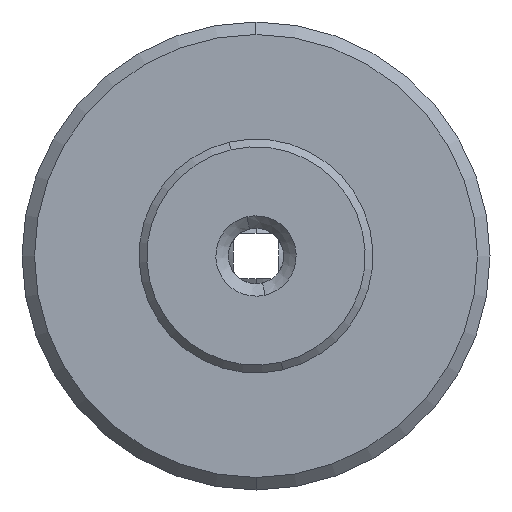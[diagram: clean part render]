
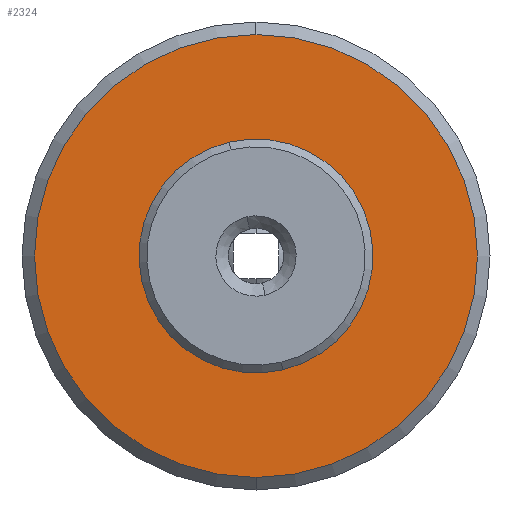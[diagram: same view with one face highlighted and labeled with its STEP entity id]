
A CAD part, left-side view. The second image highlights one B-rep face of the part: STEP entity #2324.
In plain terms, the highlighted planar face has unit normal (-1, 0, 0).
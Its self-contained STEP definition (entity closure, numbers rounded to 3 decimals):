
#68 = DIRECTION ( 'NONE',  ( 0., 0., -1. ) ) ;
#133 = AXIS2_PLACEMENT_3D ( 'NONE', #1893, #1700, #1692 ) ;
#151 = DIRECTION ( 'NONE',  ( 1., 0., 0. ) ) ;
#192 = CARTESIAN_POINT ( 'NONE',  ( 0., 0., 0. ) ) ;
#250 = ORIENTED_EDGE ( 'NONE', *, *, #2058, .T. ) ;
#258 = AXIS2_PLACEMENT_3D ( 'NONE', #357, #325, #339 ) ;
#272 = ORIENTED_EDGE ( 'NONE', *, *, #1592, .F. ) ;
#325 = DIRECTION ( 'NONE',  ( 1., 0., 0. ) ) ;
#339 = DIRECTION ( 'NONE',  ( 0., 0., -1. ) ) ;
#357 = CARTESIAN_POINT ( 'NONE',  ( 0., 0., 0. ) ) ;
#360 = DIRECTION ( 'NONE',  ( 0., 0., -1. ) ) ;
#376 = CARTESIAN_POINT ( 'NONE',  ( 0., 0., 0. ) ) ;
#377 = DIRECTION ( 'NONE',  ( 1., 0., 0. ) ) ;
#382 = DIRECTION ( 'NONE',  ( 0., 0., -1. ) ) ;
#423 = CARTESIAN_POINT ( 'NONE',  ( 0., 0., 0. ) ) ;
#434 = DIRECTION ( 'NONE',  ( 1., 0., 0. ) ) ;
#440 = AXIS2_PLACEMENT_3D ( 'NONE', #192, #151, #68 ) ;
#513 = ORIENTED_EDGE ( 'NONE', *, *, #2207, .F. ) ;
#590 = FACE_OUTER_BOUND ( 'NONE', #939, .T. ) ;
#658 = FACE_BOUND ( 'NONE', #969, .T. ) ;
#791 = ORIENTED_EDGE ( 'NONE', *, *, #1591, .T. ) ;
#830 = CIRCLE ( 'NONE', #258, 14.2 ) ;
#939 = EDGE_LOOP ( 'NONE', ( #513, #272 ) ) ;
#969 = EDGE_LOOP ( 'NONE', ( #250, #791 ) ) ;
#1131 = VERTEX_POINT ( 'NONE', #1160 ) ;
#1151 = VERTEX_POINT ( 'NONE', #1190 ) ;
#1160 = CARTESIAN_POINT ( 'NONE',  ( 0., 0., 5. ) ) ;
#1190 = CARTESIAN_POINT ( 'NONE',  ( 0., 0., -14.2 ) ) ;
#1251 = CARTESIAN_POINT ( 'NONE',  ( 0., 0., -5. ) ) ;
#1264 = CIRCLE ( 'NONE', #440, 5. ) ;
#1296 = AXIS2_PLACEMENT_3D ( 'NONE', #423, #434, #360 ) ;
#1301 = AXIS2_PLACEMENT_3D ( 'NONE', #376, #377, #382 ) ;
#1351 = VERTEX_POINT ( 'NONE', #1251 ) ;
#1360 = CARTESIAN_POINT ( 'NONE',  ( 0., 0., 14.2 ) ) ;
#1504 = VERTEX_POINT ( 'NONE', #1360 ) ;
#1591 = EDGE_CURVE ( 'NONE', #1131, #1351, #2172, .T. ) ;
#1592 = EDGE_CURVE ( 'NONE', #1504, #1151, #2165, .T. ) ;
#1692 = DIRECTION ( 'NONE',  ( 0., 0., 1. ) ) ;
#1700 = DIRECTION ( 'NONE',  ( -1., 0., 0. ) ) ;
#1851 = PLANE ( 'NONE',  #133 ) ;
#1893 = CARTESIAN_POINT ( 'NONE',  ( 0., 14.2, 0. ) ) ;
#2058 = EDGE_CURVE ( 'NONE', #1351, #1131, #1264, .T. ) ;
#2165 = CIRCLE ( 'NONE', #1296, 14.2 ) ;
#2172 = CIRCLE ( 'NONE', #1301, 5. ) ;
#2207 = EDGE_CURVE ( 'NONE', #1151, #1504, #830, .T. ) ;
#2324 = ADVANCED_FACE ( 'NONE', ( #658, #590 ), #1851, .T. ) ;
